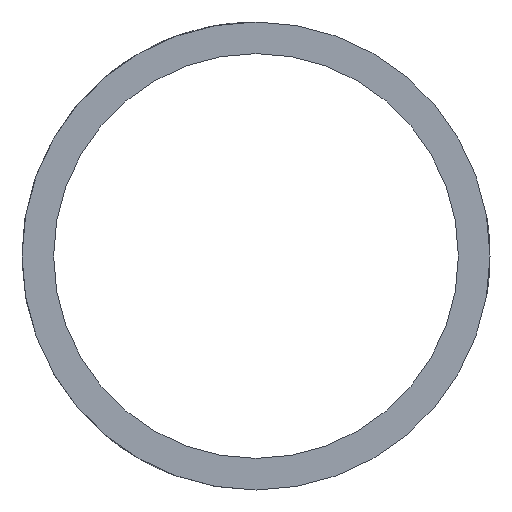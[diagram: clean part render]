
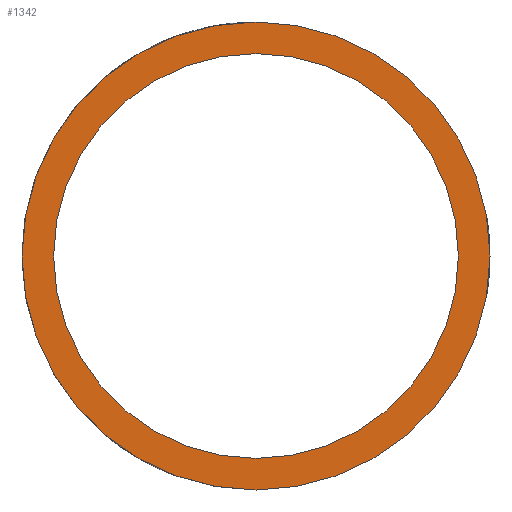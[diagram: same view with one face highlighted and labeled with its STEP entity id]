
A CAD part, front view. The second image highlights one B-rep face of the part: STEP entity #1342.
In plain terms, the highlighted planar face has unit normal (0, -1, 0).
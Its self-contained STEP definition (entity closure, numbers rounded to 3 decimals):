
#17 = CIRCLE ( 'NONE', #565, 48. ) ;
#42 = CARTESIAN_POINT ( 'NONE',  ( 0., -4., 0. ) ) ;
#46 = EDGE_CURVE ( 'NONE', #364, #108, #17, .T. ) ;
#108 = VERTEX_POINT ( 'NONE', #387 ) ;
#189 = DIRECTION ( 'NONE',  ( 0., 0., -1. ) ) ;
#221 = CIRCLE ( 'NONE', #1149, 55.5 ) ;
#272 = EDGE_LOOP ( 'NONE', ( #548, #1543 ) ) ;
#364 = VERTEX_POINT ( 'NONE', #1194 ) ;
#365 = CARTESIAN_POINT ( 'NONE',  ( 0., -4., 0. ) ) ;
#387 = CARTESIAN_POINT ( 'NONE',  ( 0., -4., -48. ) ) ;
#398 = DIRECTION ( 'NONE',  ( 0., 0., 1. ) ) ;
#422 = FACE_BOUND ( 'NONE', #1428, .T. ) ;
#454 = FACE_OUTER_BOUND ( 'NONE', #272, .T. ) ;
#485 = DIRECTION ( 'NONE',  ( 0., 0., -1. ) ) ;
#489 = CARTESIAN_POINT ( 'NONE',  ( 0., -4., 55.5 ) ) ;
#548 = ORIENTED_EDGE ( 'NONE', *, *, #793, .T. ) ;
#561 = AXIS2_PLACEMENT_3D ( 'NONE', #570, #1329, #1198 ) ;
#565 = AXIS2_PLACEMENT_3D ( 'NONE', #42, #781, #1544 ) ;
#570 = CARTESIAN_POINT ( 'NONE',  ( 0., -4., 0. ) ) ;
#605 = CIRCLE ( 'NONE', #608, 55.5 ) ;
#608 = AXIS2_PLACEMENT_3D ( 'NONE', #365, #1239, #485 ) ;
#616 = CARTESIAN_POINT ( 'NONE',  ( 0., -4., -55.5 ) ) ;
#672 = ORIENTED_EDGE ( 'NONE', *, *, #46, .F. ) ;
#689 = EDGE_CURVE ( 'NONE', #108, #364, #1491, .T. ) ;
#759 = CARTESIAN_POINT ( 'NONE',  ( 0., -4., 0. ) ) ;
#781 = DIRECTION ( 'NONE',  ( 0., -1., 0. ) ) ;
#793 = EDGE_CURVE ( 'NONE', #987, #1468, #221, .T. ) ;
#949 = ORIENTED_EDGE ( 'NONE', *, *, #689, .F. ) ;
#987 = VERTEX_POINT ( 'NONE', #616 ) ;
#1059 = DIRECTION ( 'NONE',  ( 0., -1., 0. ) ) ;
#1090 = EDGE_CURVE ( 'NONE', #1468, #987, #605, .T. ) ;
#1148 = DIRECTION ( 'NONE',  ( 0., 1., 0. ) ) ;
#1149 = AXIS2_PLACEMENT_3D ( 'NONE', #1561, #1059, #189 ) ;
#1194 = CARTESIAN_POINT ( 'NONE',  ( 0., -4., 48. ) ) ;
#1198 = DIRECTION ( 'NONE',  ( 0., 0., -1. ) ) ;
#1239 = DIRECTION ( 'NONE',  ( 0., -1., 0. ) ) ;
#1329 = DIRECTION ( 'NONE',  ( 0., -1., 0. ) ) ;
#1342 = ADVANCED_FACE ( 'NONE', ( #422, #454 ), #1522, .F. ) ;
#1368 = AXIS2_PLACEMENT_3D ( 'NONE', #759, #1148, #398 ) ;
#1428 = EDGE_LOOP ( 'NONE', ( #949, #672 ) ) ;
#1468 = VERTEX_POINT ( 'NONE', #489 ) ;
#1491 = CIRCLE ( 'NONE', #561, 48. ) ;
#1522 = PLANE ( 'NONE',  #1368 ) ;
#1543 = ORIENTED_EDGE ( 'NONE', *, *, #1090, .T. ) ;
#1544 = DIRECTION ( 'NONE',  ( 0., 0., -1. ) ) ;
#1561 = CARTESIAN_POINT ( 'NONE',  ( 0., -4., 0. ) ) ;
